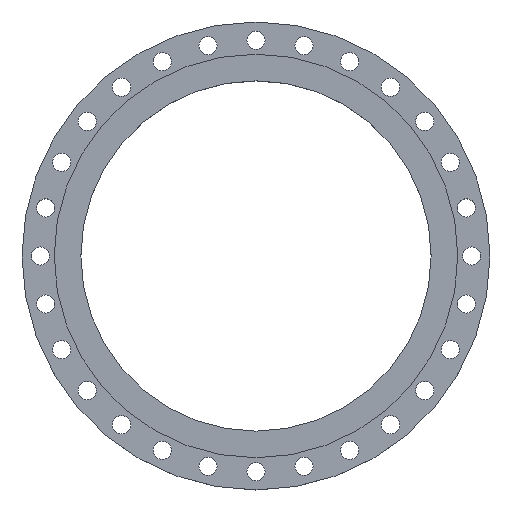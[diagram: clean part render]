
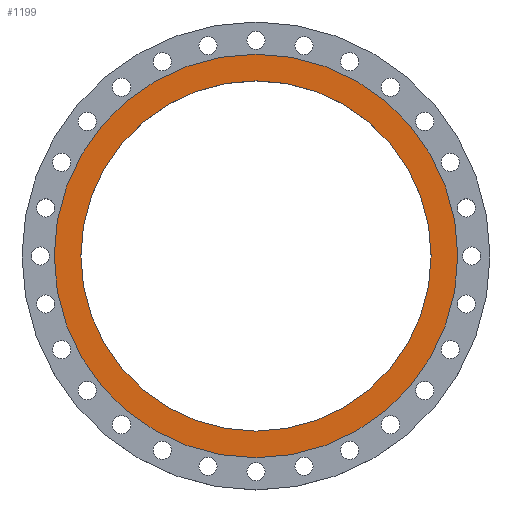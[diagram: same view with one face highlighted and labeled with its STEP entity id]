
A CAD part, top view. The second image highlights one B-rep face of the part: STEP entity #1199.
In plain terms, the highlighted planar face has unit normal (0, 0, 1).
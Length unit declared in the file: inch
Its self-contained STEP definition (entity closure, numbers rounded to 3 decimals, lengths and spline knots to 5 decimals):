
#75 = DIRECTION ( 'NONE',  ( 1., 0., 0. ) ) ;
#169 = PLANE ( 'NONE',  #1385 ) ;
#212 = CIRCLE ( 'NONE', #1933, 18. ) ;
#272 = VERTEX_POINT ( 'NONE', #2304 ) ;
#397 = CARTESIAN_POINT ( 'NONE',  ( 15.625, 0., 0. ) ) ;
#403 = DIRECTION ( 'NONE',  ( 1., 0., 0. ) ) ;
#467 = AXIS2_PLACEMENT_3D ( 'NONE', #1237, #1491, #75 ) ;
#550 = DIRECTION ( 'NONE',  ( 1., 0., 0. ) ) ;
#635 = EDGE_CURVE ( 'NONE', #1999, #272, #2190, .T. ) ;
#735 = AXIS2_PLACEMENT_3D ( 'NONE', #2062, #2249, #796 ) ;
#796 = DIRECTION ( 'NONE',  ( 1., 0., 0. ) ) ;
#815 = CARTESIAN_POINT ( 'NONE',  ( 0., 0., 0. ) ) ;
#822 = VERTEX_POINT ( 'NONE', #397 ) ;
#833 = DIRECTION ( 'NONE',  ( 0., 0., -1. ) ) ;
#894 = CARTESIAN_POINT ( 'NONE',  ( -15.625, 0., 0. ) ) ;
#1078 = EDGE_CURVE ( 'NONE', #822, #1738, #2475, .T. ) ;
#1129 = EDGE_LOOP ( 'NONE', ( #2077, #1517 ) ) ;
#1190 = DIRECTION ( 'NONE',  ( 0., 0., 1. ) ) ;
#1199 = ADVANCED_FACE ( 'NONE', ( #1656, #1406 ), #169, .F. ) ;
#1227 = EDGE_CURVE ( 'NONE', #272, #1999, #212, .T. ) ;
#1237 = CARTESIAN_POINT ( 'NONE',  ( 0., 0., 0. ) ) ;
#1385 = AXIS2_PLACEMENT_3D ( 'NONE', #2051, #833, #2252 ) ;
#1406 = FACE_OUTER_BOUND ( 'NONE', #2292, .T. ) ;
#1491 = DIRECTION ( 'NONE',  ( 0., 0., 1. ) ) ;
#1513 = CIRCLE ( 'NONE', #735, 15.625 ) ;
#1517 = ORIENTED_EDGE ( 'NONE', *, *, #2250, .F. ) ;
#1620 = ORIENTED_EDGE ( 'NONE', *, *, #1227, .T. ) ;
#1651 = CARTESIAN_POINT ( 'NONE',  ( -18., 0., 0. ) ) ;
#1656 = FACE_BOUND ( 'NONE', #1129, .T. ) ;
#1738 = VERTEX_POINT ( 'NONE', #894 ) ;
#1933 = AXIS2_PLACEMENT_3D ( 'NONE', #815, #2222, #403 ) ;
#1953 = CARTESIAN_POINT ( 'NONE',  ( 0., 0., 0. ) ) ;
#1963 = ORIENTED_EDGE ( 'NONE', *, *, #635, .T. ) ;
#1999 = VERTEX_POINT ( 'NONE', #1651 ) ;
#2051 = CARTESIAN_POINT ( 'NONE',  ( 0., 15.625, 0. ) ) ;
#2062 = CARTESIAN_POINT ( 'NONE',  ( 0., 0., 0. ) ) ;
#2077 = ORIENTED_EDGE ( 'NONE', *, *, #1078, .F. ) ;
#2190 = CIRCLE ( 'NONE', #467, 18. ) ;
#2222 = DIRECTION ( 'NONE',  ( 0., 0., 1. ) ) ;
#2249 = DIRECTION ( 'NONE',  ( 0., 0., 1. ) ) ;
#2250 = EDGE_CURVE ( 'NONE', #1738, #822, #1513, .T. ) ;
#2252 = DIRECTION ( 'NONE',  ( -1., 0., 0. ) ) ;
#2292 = EDGE_LOOP ( 'NONE', ( #1620, #1963 ) ) ;
#2304 = CARTESIAN_POINT ( 'NONE',  ( 18., 0., 0. ) ) ;
#2357 = AXIS2_PLACEMENT_3D ( 'NONE', #1953, #1190, #550 ) ;
#2475 = CIRCLE ( 'NONE', #2357, 15.625 ) ;
